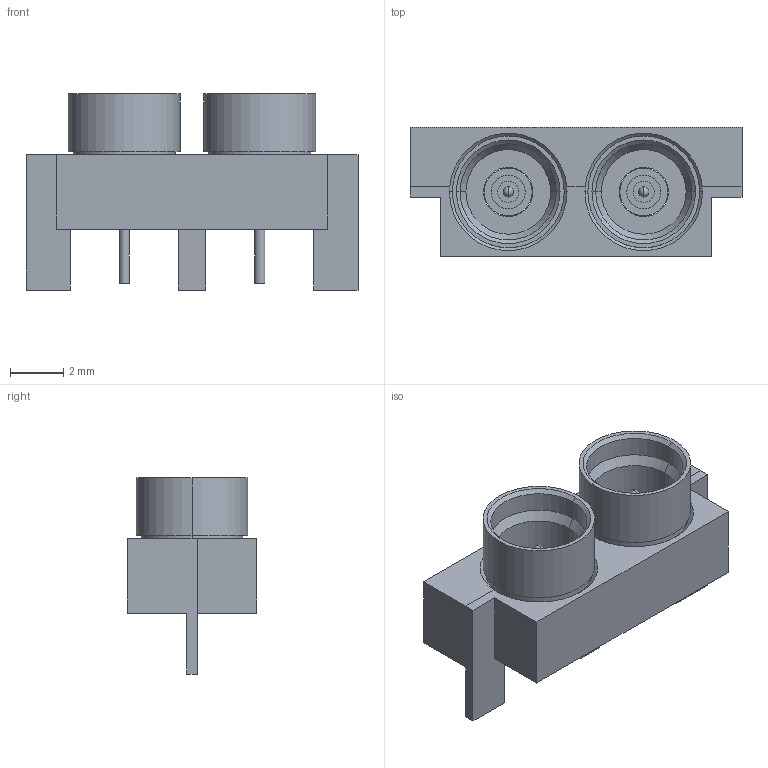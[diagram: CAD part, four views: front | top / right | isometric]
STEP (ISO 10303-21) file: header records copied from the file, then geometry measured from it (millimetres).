
FILE_DESCRIPTION (( 'STEP AP203' ), '1' );
FILE_NAME ('9311-60033.STEP', '2017-05-04T20:19:44', ( '' ), ( '' ), 'SwSTEP 2.0', 'SolidWorks 2016', '' );
FILE_SCHEMA (( 'CONFIG_CONTROL_DESIGN' ));
Length unit declared in the file: inch
Products named in the file (8): BODY FOR 9311-60033-60035; 033-12-038; 244-12-041; INSERT BODY FOR SMP EDGE LAUNCH MALE_DEFAULT; 9311-60033
Assembly tree (7 placements, depth 2):
  9311-60033
    BODY FOR 9311-60033-60035
    033-12-038
    244-12-041
    INSERT BODY FOR SMP EDGE LAUNCH MALE_DEFAULT
    INSERT BODY FOR SMP EDGE LAUNCH MALE_DEFAULT
    244-12-041
    033-12-038
Bounding box: 12.45 x 4.85 x 7.35 mm (x, y, z)
Volume: 129.6 mm3; surface area: 528.6 mm2
Topology: 11 solids, 11 shells, 177 faces, 384 edges, 246 vertices
Faces by surface type: cylinder 92, plane 65, cone 12, sphere 8
Entity records: 5740 total; most frequent: DIRECTION 962, CARTESIAN_POINT 809, ORIENTED_EDGE 752, AXIS2_PLACEMENT_3D 399, EDGE_CURVE 376, VERTEX_POINT 246, EDGE_LOOP 218, CIRCLE 212
